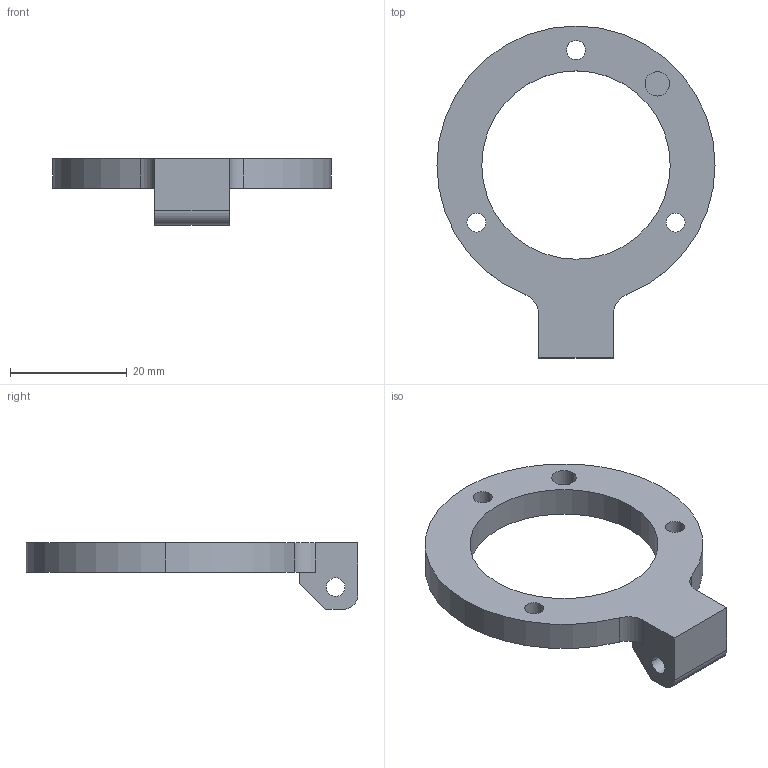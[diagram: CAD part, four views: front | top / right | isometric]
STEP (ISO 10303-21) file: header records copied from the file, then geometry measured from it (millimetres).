
FILE_DESCRIPTION (( 'STEP AP214' ), '1' );
FILE_NAME ('SLA-Sample-Well-Hinge.STEP', '2020-02-10T18:36:08', ( '' ), ( '' ), 'SwSTEP 2.0', 'SolidWorks 2018', '' );
FILE_SCHEMA (( 'AUTOMOTIVE_DESIGN' ));
Length unit declared in the file: inch
Products named in the file (1): 1010124-610-0260 - SLA sample hinge
Bounding box: 47.62 x 56.83 x 11.43 mm (x, y, z)
Volume: 5776.1 mm3; surface area: 4014.9 mm2
Topology: 1 solids, 1 shells, 33 faces, 84 edges, 54 vertices
Faces by surface type: cylinder 19, cone 7, plane 7
Entity records: 1077 total; most frequent: DIRECTION 195, CARTESIAN_POINT 178, ORIENTED_EDGE 168, EDGE_CURVE 84, AXIS2_PLACEMENT_3D 79, VERTEX_POINT 54, CIRCLE 45, EDGE_LOOP 44
